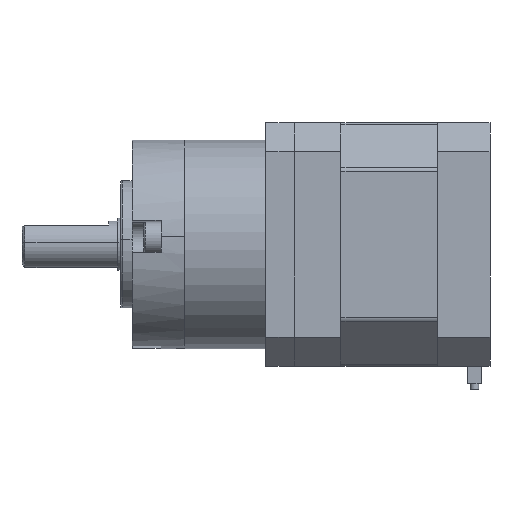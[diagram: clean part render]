
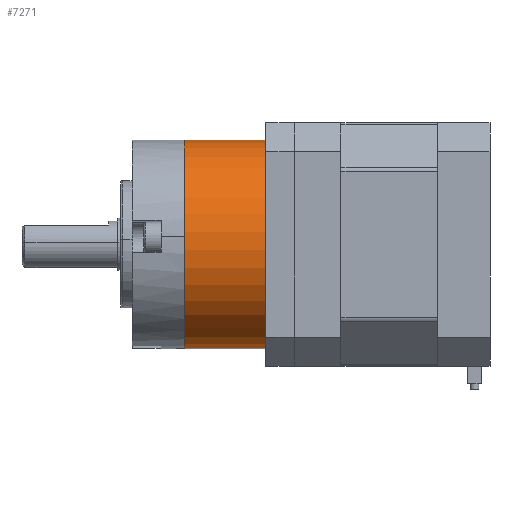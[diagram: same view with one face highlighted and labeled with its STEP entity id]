
A CAD part, front view. The second image highlights one B-rep face of the part: STEP entity #7271.
In plain terms, the highlighted cylindrical face has radius 18 mm (diameter 36 mm), a partial arc.
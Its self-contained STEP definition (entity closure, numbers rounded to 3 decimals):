
#2249 = ORIENTED_EDGE ( 'NONE', *, *, #9413, .T. ) ;
#2548 = CARTESIAN_POINT ( 'NONE',  ( 0., 0., 14. ) ) ;
#3216 = CARTESIAN_POINT ( 'NONE',  ( -18., 0., 14. ) ) ;
#3585 = EDGE_CURVE ( 'NONE', #4976, #12078, #13361, .T. ) ;
#3712 = DIRECTION ( 'NONE',  ( 1., 0., 0. ) ) ;
#4872 = DIRECTION ( 'NONE',  ( 0., 0., -1. ) ) ;
#4976 = VERTEX_POINT ( 'NONE', #16338 ) ;
#6197 = CARTESIAN_POINT ( 'NONE',  ( 18., 0., 0. ) ) ;
#7271 = ADVANCED_FACE ( 'NONE', ( #18826 ), #8145, .T. ) ;
#7619 = CARTESIAN_POINT ( 'NONE',  ( 0., 0., 0. ) ) ;
#7709 = VERTEX_POINT ( 'NONE', #11556 ) ;
#8145 = CYLINDRICAL_SURFACE ( 'NONE', #12272, 18. ) ;
#8743 = DIRECTION ( 'NONE',  ( -1., 0., 0. ) ) ;
#8768 = EDGE_LOOP ( 'NONE', ( #23350, #23055, #14458, #2249 ) ) ;
#9354 = AXIS2_PLACEMENT_3D ( 'NONE', #20308, #13296, #20539 ) ;
#9413 = EDGE_CURVE ( 'NONE', #7709, #12078, #13340, .T. ) ;
#9939 = EDGE_CURVE ( 'NONE', #10465, #7709, #16022, .T. ) ;
#10452 = CARTESIAN_POINT ( 'NONE',  ( -18., 0., 14. ) ) ;
#10465 = VERTEX_POINT ( 'NONE', #3216 ) ;
#11193 = DIRECTION ( 'NONE',  ( 0., 0., 1. ) ) ;
#11556 = CARTESIAN_POINT ( 'NONE',  ( -18., 0., 0. ) ) ;
#12078 = VERTEX_POINT ( 'NONE', #6197 ) ;
#12272 = AXIS2_PLACEMENT_3D ( 'NONE', #2548, #15273, #8743 ) ;
#13296 = DIRECTION ( 'NONE',  ( 0., 0., 1. ) ) ;
#13340 = CIRCLE ( 'NONE', #16374, 18. ) ;
#13361 = LINE ( 'NONE', #22821, #16989 ) ;
#14458 = ORIENTED_EDGE ( 'NONE', *, *, #9939, .T. ) ;
#15273 = DIRECTION ( 'NONE',  ( 0., 0., -1. ) ) ;
#16022 = LINE ( 'NONE', #10452, #23206 ) ;
#16338 = CARTESIAN_POINT ( 'NONE',  ( 18., 0., 14. ) ) ;
#16374 = AXIS2_PLACEMENT_3D ( 'NONE', #7619, #11193, #3712 ) ;
#16989 = VECTOR ( 'NONE', #19148, 1000. ) ;
#18826 = FACE_OUTER_BOUND ( 'NONE', #8768, .T. ) ;
#19148 = DIRECTION ( 'NONE',  ( 0., 0., -1. ) ) ;
#19228 = CIRCLE ( 'NONE', #9354, 18. ) ;
#19873 = EDGE_CURVE ( 'NONE', #10465, #4976, #19228, .T. ) ;
#20308 = CARTESIAN_POINT ( 'NONE',  ( 0., 0., 14. ) ) ;
#20539 = DIRECTION ( 'NONE',  ( 1., 0., 0. ) ) ;
#22821 = CARTESIAN_POINT ( 'NONE',  ( 18., 0., 14. ) ) ;
#23055 = ORIENTED_EDGE ( 'NONE', *, *, #19873, .F. ) ;
#23206 = VECTOR ( 'NONE', #4872, 1000. ) ;
#23350 = ORIENTED_EDGE ( 'NONE', *, *, #3585, .F. ) ;
